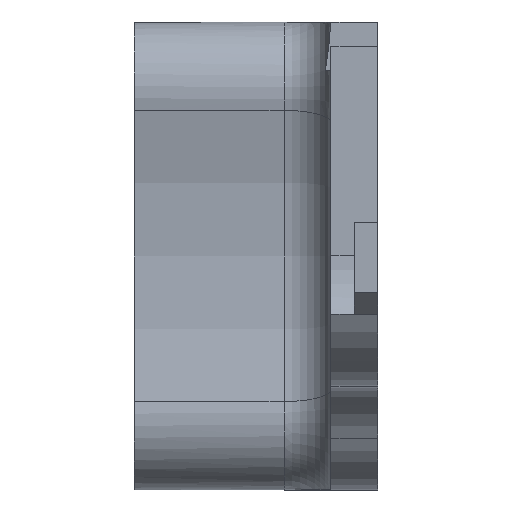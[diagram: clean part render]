
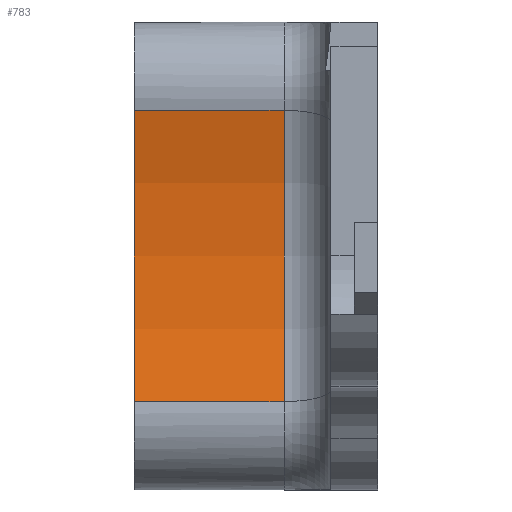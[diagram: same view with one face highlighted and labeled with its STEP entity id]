
A CAD part, top view. The second image highlights one B-rep face of the part: STEP entity #783.
In plain terms, the highlighted cylindrical face has radius 120 mm (diameter 240 mm), a partial arc.
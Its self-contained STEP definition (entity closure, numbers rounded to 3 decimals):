
#12=CARTESIAN_POINT('',(-26.,0.,115.384));
#13=DIRECTION('',(-1.,0.,0.));
#14=DIRECTION('',(0.,0.259,-0.966));
#15=AXIS2_PLACEMENT_3D('',#12,#13,#14);
#51=DIRECTION('',(1.,0.,0.));
#52=VECTOR('',#51,32.);
#53=CARTESIAN_POINT('',(-26.,-31.111,-0.513));
#54=LINE('',#53,#52);
#79=CARTESIAN_POINT('',(6.,0.,115.384));
#80=DIRECTION('',(-1.,0.,0.));
#81=DIRECTION('',(0.,0.259,-0.966));
#82=AXIS2_PLACEMENT_3D('',#79,#80,#81);
#84=DIRECTION('',(1.,0.,0.));
#85=VECTOR('',#84,32.);
#86=CARTESIAN_POINT('',(-26.,31.111,-0.513));
#87=LINE('',#86,#85);
#535=CARTESIAN_POINT('',(-26.,31.111,-0.513));
#536=VERTEX_POINT('',#535);
#537=CARTESIAN_POINT('',(-26.,-31.111,-0.513));
#538=VERTEX_POINT('',#537);
#555=CARTESIAN_POINT('',(6.,-31.111,-0.513));
#557=VERTEX_POINT('',#555);
#563=CARTESIAN_POINT('',(6.,31.111,-0.513));
#564=VERTEX_POINT('',#563);
#771=CARTESIAN_POINT('',(-26.,0.,115.384));
#772=DIRECTION('',(1.,0.,0.));
#773=DIRECTION('',(0.,0.,-1.));
#774=AXIS2_PLACEMENT_3D('',#771,#772,#773);
#775=CYLINDRICAL_SURFACE('',#774,120.);
#776=ORIENTED_EDGE('',*,*,#761,.T.);
#777=ORIENTED_EDGE('',*,*,#736,.F.);
#778=ORIENTED_EDGE('',*,*,#689,.F.);
#780=ORIENTED_EDGE('',*,*,#779,.T.);
#781=EDGE_LOOP('',(#776,#777,#778,#780));
#782=FACE_OUTER_BOUND('',#781,.F.);
#783=ADVANCED_FACE('',(#782),#775,.F.);
#16=CIRCLE('',#15,120.);
#83=CIRCLE('',#82,120.);
#689=EDGE_CURVE('',#536,#538,#16,.T.);
#736=EDGE_CURVE('',#538,#557,#54,.T.);
#761=EDGE_CURVE('',#564,#557,#83,.T.);
#779=EDGE_CURVE('',#536,#564,#87,.T.);
